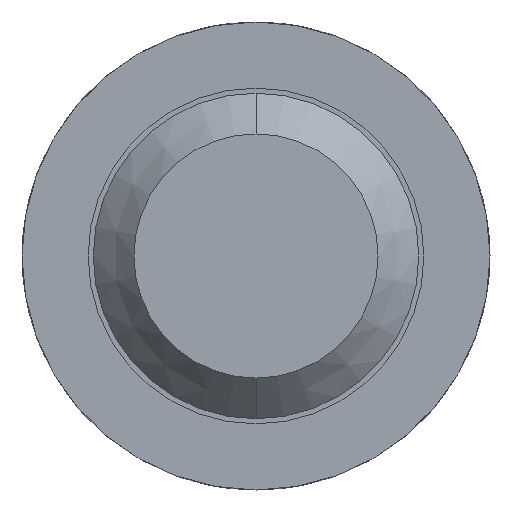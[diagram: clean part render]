
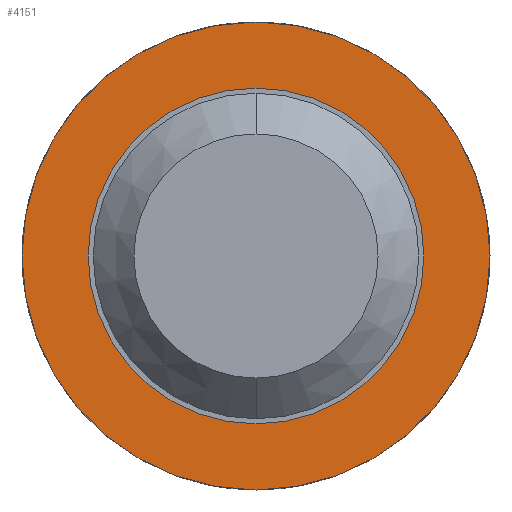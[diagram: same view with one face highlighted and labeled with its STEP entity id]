
A CAD part, front view. The second image highlights one B-rep face of the part: STEP entity #4151.
In plain terms, the highlighted planar face has unit normal (0, -1, 0).
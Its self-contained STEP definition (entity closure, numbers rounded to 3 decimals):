
#98 = FACE_BOUND ( 'NONE', #169, .T. ) ;
#148 = EDGE_CURVE ( 'Defeature ausgef�hrt1_45+Defeature ausgef�hrt1_44+Defeature ausgef�hrt1_44+Defeature ausgef�hrt1_44', #2110, #3674, #3459, .T. ) ;
#152 = CARTESIAN_POINT ( 'NONE',  ( 0., -1.5, 0. ) ) ;
#169 = EDGE_LOOP ( 'NONE', ( #3894, #2658 ) ) ;
#227 = DIRECTION ( 'NONE',  ( 0., 1., 0. ) ) ;
#637 = CARTESIAN_POINT ( 'NONE',  ( 0., -1.5, 0. ) ) ;
#769 = VERTEX_POINT ( 'NONE', #4680 ) ;
#783 = CARTESIAN_POINT ( 'NONE',  ( 0., -1.5, 0. ) ) ;
#836 = AXIS2_PLACEMENT_3D ( 'NONE', #4729, #2226, #936 ) ;
#936 = DIRECTION ( 'NONE',  ( 0., 0., 1. ) ) ;
#1146 = DIRECTION ( 'NONE',  ( 0., 0., 1. ) ) ;
#1173 = CARTESIAN_POINT ( 'NONE',  ( 0., -1.5, -1.15 ) ) ;
#1453 = CIRCLE ( 'NONE', #3040, 1.15 ) ;
#1459 = AXIS2_PLACEMENT_3D ( 'NONE', #152, #4017, #2743 ) ;
#1634 = AXIS2_PLACEMENT_3D ( 'NONE', #783, #2933, #1146 ) ;
#2110 = VERTEX_POINT ( 'NONE', #3150 ) ;
#2119 = ORIENTED_EDGE ( 'NONE', *, *, #2307, .F. ) ;
#2173 = ORIENTED_EDGE ( 'NONE', *, *, #3519, .F. ) ;
#2226 = DIRECTION ( 'NONE',  ( 0., 1., 0. ) ) ;
#2258 = DIRECTION ( 'NONE',  ( 0., 1., 0. ) ) ;
#2307 = EDGE_CURVE ( 'Defeature ausgef�hrt1_39+Defeature ausgef�hrt1_45+Defeature ausgef�hrt1_45+Defeature ausgef�hrt1_45', #5114, #769, #1453, .T. ) ;
#2509 = EDGE_CURVE ( 'Defeature ausgef�hrt1_45+Defeature ausgef�hrt1_44+Defeature ausgef�hrt1_44+Defeature ausgef�hrt1_44', #3674, #2110, #4019, .T. ) ;
#2560 = DIRECTION ( 'NONE',  ( 0., 0., 1. ) ) ;
#2658 = ORIENTED_EDGE ( 'NONE', *, *, #148, .T. ) ;
#2743 = DIRECTION ( 'NONE',  ( 0., 0., 1. ) ) ;
#2840 = EDGE_LOOP ( 'NONE', ( #2173, #2119 ) ) ;
#2933 = DIRECTION ( 'NONE',  ( 0., 1., 0. ) ) ;
#3028 = PLANE ( 'NONE',  #836 ) ;
#3040 = AXIS2_PLACEMENT_3D ( 'NONE', #4261, #2258, #2560 ) ;
#3150 = CARTESIAN_POINT ( 'NONE',  ( 0., -1.5, -0.825 ) ) ;
#3158 = DIRECTION ( 'NONE',  ( 0., 0., 1. ) ) ;
#3268 = CARTESIAN_POINT ( 'NONE',  ( 0., -1.5, 0.825 ) ) ;
#3459 = CIRCLE ( 'NONE', #3993, 0.825 ) ;
#3519 = EDGE_CURVE ( 'Defeature ausgef�hrt1_39+Defeature ausgef�hrt1_45+Defeature ausgef�hrt1_45+Defeature ausgef�hrt1_45', #769, #5114, #3840, .T. ) ;
#3674 = VERTEX_POINT ( 'NONE', #3268 ) ;
#3840 = CIRCLE ( 'NONE', #1459, 1.15 ) ;
#3894 = ORIENTED_EDGE ( 'NONE', *, *, #2509, .T. ) ;
#3993 = AXIS2_PLACEMENT_3D ( 'NONE', #637, #227, #3158 ) ;
#4017 = DIRECTION ( 'NONE',  ( 0., 1., 0. ) ) ;
#4019 = CIRCLE ( 'NONE', #1634, 0.825 ) ;
#4151 = ADVANCED_FACE ( 'Defeature ausgef�hrt1_45', ( #5150, #98 ), #3028, .F. ) ;
#4261 = CARTESIAN_POINT ( 'NONE',  ( 0., -1.5, 0. ) ) ;
#4680 = CARTESIAN_POINT ( 'NONE',  ( 0., -1.5, 1.15 ) ) ;
#4729 = CARTESIAN_POINT ( 'NONE',  ( 0.825, -1.5, 0. ) ) ;
#5114 = VERTEX_POINT ( 'NONE', #1173 ) ;
#5150 = FACE_OUTER_BOUND ( 'NONE', #2840, .T. ) ;
